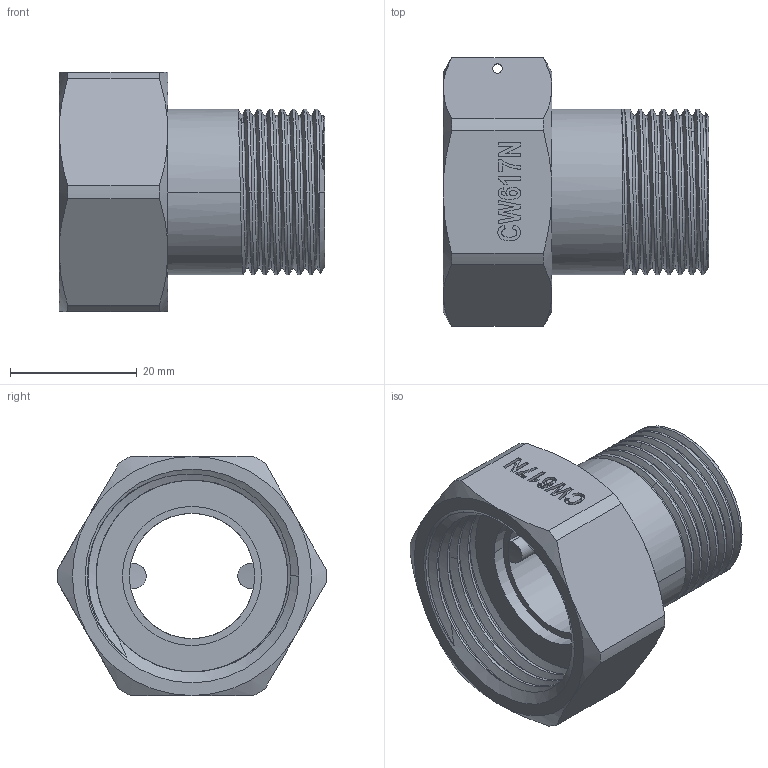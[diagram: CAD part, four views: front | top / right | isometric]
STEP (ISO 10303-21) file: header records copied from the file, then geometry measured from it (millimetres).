
FILE_DESCRIPTION((''),'2;1');
FILE_NAME('F16133105_ASM','2023-12-07T09:42:00',('admin'),(''),'CREO PARAMETRIC BY PTC INC, 2018400','CREO PARAMETRIC BY PTC INC, 2018400','');
FILE_SCHEMA(('CONFIG_CONTROL_DESIGN','SHAPE_APPEARANCE_LAYERS_GROUPS'));
Length unit declared in the file: millimetre
Products named in the file (4): FJ1641133105W; FJ1615133105W; VT13013306; F16133105_ASM
Assembly tree (3 placements, depth 2):
  F16133105_ASM
    FJ1641133105W
    FJ1615133105W
    VT13013306
Bounding box: 42 x 42.49 x 37.8 mm (x, y, z)
Volume: 15950.3 mm3; surface area: 12753.6 mm2
Topology: 3 solids, 3 shells, 194 faces, 511 edges, 332 vertices
Faces by surface type: plane 61, extrusion 47, cylinder 45, bspline 21, cone 20
Entity records: 12971 total; most frequent: CARTESIAN_POINT 6945, ORIENTED_EDGE 1022, DIRECTION 661, PRESENTATION_STYLE_ASSIGNMENT 514, STYLED_ITEM 514, CURVE_STYLE 511, EDGE_CURVE 511, VERTEX_POINT 332
